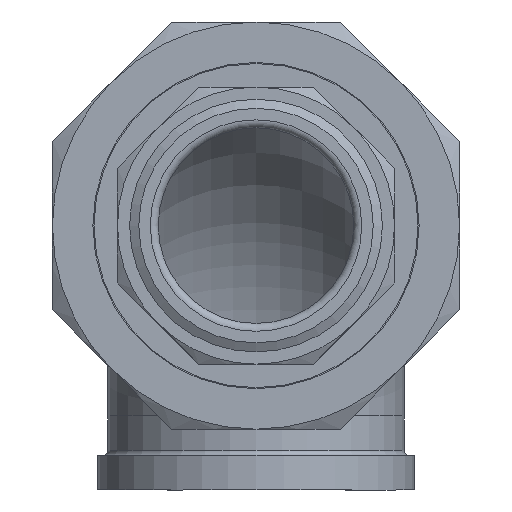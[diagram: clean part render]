
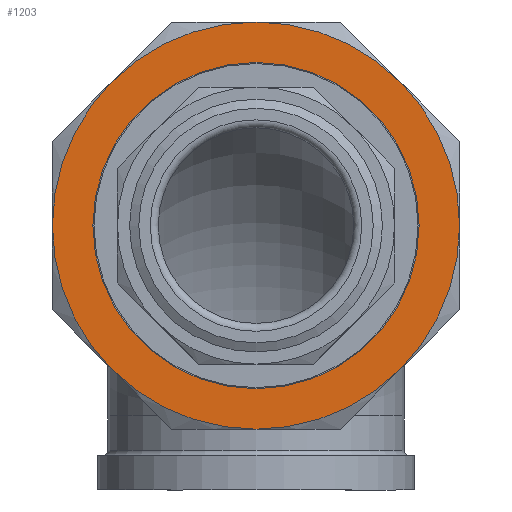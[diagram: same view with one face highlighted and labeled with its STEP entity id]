
A CAD part, left-side view. The second image highlights one B-rep face of the part: STEP entity #1203.
In plain terms, the highlighted planar face has unit normal (-1, 0, 0).
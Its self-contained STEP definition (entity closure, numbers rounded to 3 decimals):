
#50=FACE_BOUND('',#308,.T.);
#174=PLANE('',#1382);
#223=FACE_OUTER_BOUND('',#307,.T.);
#307=EDGE_LOOP('',(#912,#913,#914,#915,#916,#917,#918,#919));
#308=EDGE_LOOP('',(#920));
#378=CIRCLE('',#1344,38.5);
#379=CIRCLE('',#1346,38.5);
#380=CIRCLE('',#1348,38.5);
#381=CIRCLE('',#1350,38.5);
#382=CIRCLE('',#1352,38.5);
#383=CIRCLE('',#1354,38.5);
#384=CIRCLE('',#1356,38.5);
#385=CIRCLE('',#1358,38.5);
#394=CIRCLE('',#1378,30.85);
#515=VERTEX_POINT('',#1955);
#516=VERTEX_POINT('',#1959);
#518=VERTEX_POINT('',#1966);
#520=VERTEX_POINT('',#1976);
#522=VERTEX_POINT('',#1989);
#524=VERTEX_POINT('',#1999);
#526=VERTEX_POINT('',#2009);
#528=VERTEX_POINT('',#2019);
#537=VERTEX_POINT('',#2067);
#633=EDGE_CURVE('',#515,#516,#378,.T.);
#636=EDGE_CURVE('',#518,#515,#379,.T.);
#639=EDGE_CURVE('',#520,#518,#380,.T.);
#641=EDGE_CURVE('',#522,#520,#381,.T.);
#644=EDGE_CURVE('',#524,#522,#382,.T.);
#647=EDGE_CURVE('',#526,#524,#383,.T.);
#650=EDGE_CURVE('',#528,#526,#384,.T.);
#653=EDGE_CURVE('',#516,#528,#385,.T.);
#671=EDGE_CURVE('',#537,#537,#394,.T.);
#912=ORIENTED_EDGE('',*,*,#653,.T.);
#913=ORIENTED_EDGE('',*,*,#650,.T.);
#914=ORIENTED_EDGE('',*,*,#647,.T.);
#915=ORIENTED_EDGE('',*,*,#644,.T.);
#916=ORIENTED_EDGE('',*,*,#641,.T.);
#917=ORIENTED_EDGE('',*,*,#639,.T.);
#918=ORIENTED_EDGE('',*,*,#636,.T.);
#919=ORIENTED_EDGE('',*,*,#633,.T.);
#920=ORIENTED_EDGE('',*,*,#671,.T.);
#1203=ADVANCED_FACE('',(#223,#50),#174,.T.);
#1344=AXIS2_PLACEMENT_3D('',#1963,#1530,#1531);
#1346=AXIS2_PLACEMENT_3D('',#1973,#1534,#1535);
#1348=AXIS2_PLACEMENT_3D('',#1983,#1538,#1539);
#1350=AXIS2_PLACEMENT_3D('',#1990,#1542,#1543);
#1352=AXIS2_PLACEMENT_3D('',#2000,#1546,#1547);
#1354=AXIS2_PLACEMENT_3D('',#2010,#1550,#1551);
#1356=AXIS2_PLACEMENT_3D('',#2020,#1554,#1555);
#1358=AXIS2_PLACEMENT_3D('',#2029,#1558,#1559);
#1378=AXIS2_PLACEMENT_3D('',#2068,#1606,#1607);
#1382=AXIS2_PLACEMENT_3D('',#2075,#1617,#1618);
#1530=DIRECTION('center_axis',(-1.,0.,0.));
#1531=DIRECTION('ref_axis',(0.,1.,0.));
#1534=DIRECTION('center_axis',(-1.,0.,0.));
#1535=DIRECTION('ref_axis',(0.,1.,0.));
#1538=DIRECTION('center_axis',(-1.,0.,0.));
#1539=DIRECTION('ref_axis',(0.,1.,0.));
#1542=DIRECTION('center_axis',(-1.,0.,0.));
#1543=DIRECTION('ref_axis',(0.,1.,0.));
#1546=DIRECTION('center_axis',(-1.,0.,0.));
#1547=DIRECTION('ref_axis',(0.,1.,0.));
#1550=DIRECTION('center_axis',(-1.,0.,0.));
#1551=DIRECTION('ref_axis',(0.,1.,0.));
#1554=DIRECTION('center_axis',(-1.,0.,0.));
#1555=DIRECTION('ref_axis',(0.,1.,0.));
#1558=DIRECTION('center_axis',(-1.,0.,0.));
#1559=DIRECTION('ref_axis',(0.,1.,0.));
#1606=DIRECTION('center_axis',(1.,0.,0.));
#1607=DIRECTION('ref_axis',(0.,0.,1.));
#1617=DIRECTION('center_axis',(-1.,0.,0.));
#1618=DIRECTION('ref_axis',(0.,0.,1.));
#1955=CARTESIAN_POINT('',(-24.5,0.,38.5));
#1959=CARTESIAN_POINT('',(-24.5,27.224,27.224));
#1963=CARTESIAN_POINT('Origin',(-24.5,0.,0.));
#1966=CARTESIAN_POINT('',(-24.5,-27.224,27.224));
#1973=CARTESIAN_POINT('Origin',(-24.5,0.,0.));
#1976=CARTESIAN_POINT('',(-24.5,-38.5,0.));
#1983=CARTESIAN_POINT('Origin',(-24.5,0.,0.));
#1989=CARTESIAN_POINT('',(-24.5,-27.224,-27.224));
#1990=CARTESIAN_POINT('Origin',(-24.5,0.,0.));
#1999=CARTESIAN_POINT('',(-24.5,0.,-38.5));
#2000=CARTESIAN_POINT('Origin',(-24.5,0.,0.));
#2009=CARTESIAN_POINT('',(-24.5,27.224,-27.224));
#2010=CARTESIAN_POINT('Origin',(-24.5,0.,0.));
#2019=CARTESIAN_POINT('',(-24.5,38.5,0.));
#2020=CARTESIAN_POINT('Origin',(-24.5,0.,0.));
#2029=CARTESIAN_POINT('Origin',(-24.5,0.,0.));
#2067=CARTESIAN_POINT('',(-24.5,0.,-30.85));
#2068=CARTESIAN_POINT('Origin',(-24.5,0.,0.));
#2075=CARTESIAN_POINT('Origin',(-24.5,0.,0.));
